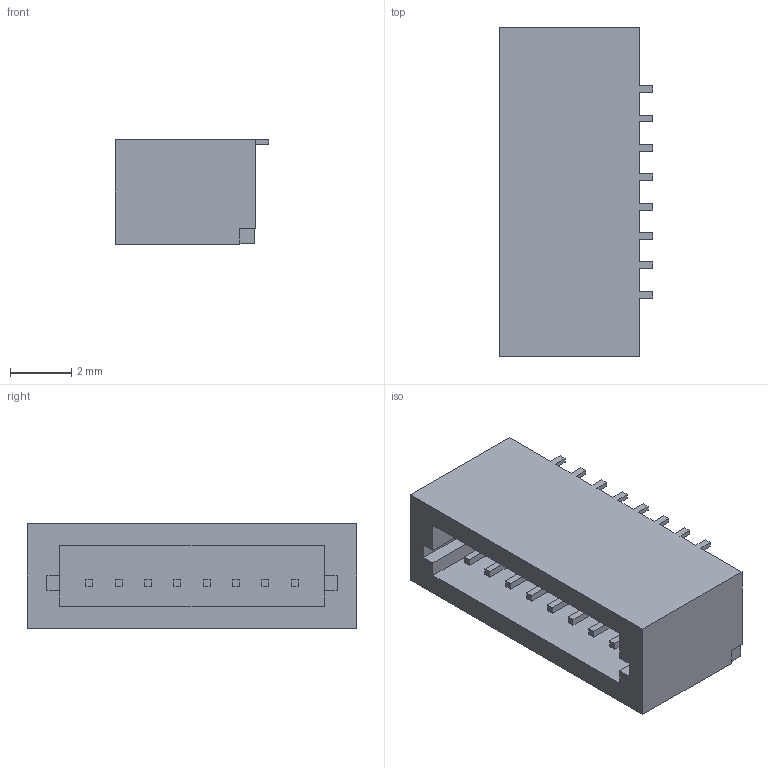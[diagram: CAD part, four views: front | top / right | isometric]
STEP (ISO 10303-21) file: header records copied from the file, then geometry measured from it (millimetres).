
FILE_DESCRIPTION((''),'2;1');
FILE_NAME('REGEL8','2022-02-19T21:11:12',('BenoVidla'),(''),'CREO PARAMETRIC BY PTC INC, 2021063','CREO PARAMETRIC BY PTC INC, 2021063','');
FILE_SCHEMA(('AP242_MANAGED_MODEL_BASED_3D_ENGINEERING_MIM_LF { 1 0 10303 442 1 1 4 }'));
Length unit declared in the file: millimetre
Products named in the file (1): REGEL8
Bounding box: 5.04 x 10.78 x 3.42 mm (x, y, z)
Volume: 120.5 mm3; surface area: 290.8 mm2
Topology: 1 solids, 1 shells, 133 faces, 350 edges, 228 vertices
Faces by surface type: plane 133
Entity records: 5003 total; most frequent: CARTESIAN_POINT 721, ORIENTED_EDGE 700, DIRECTION 618, EDGE_CURVE 350, VECTOR 348, LINE 348, VERTEX_POINT 228, EDGE_LOOP 142
